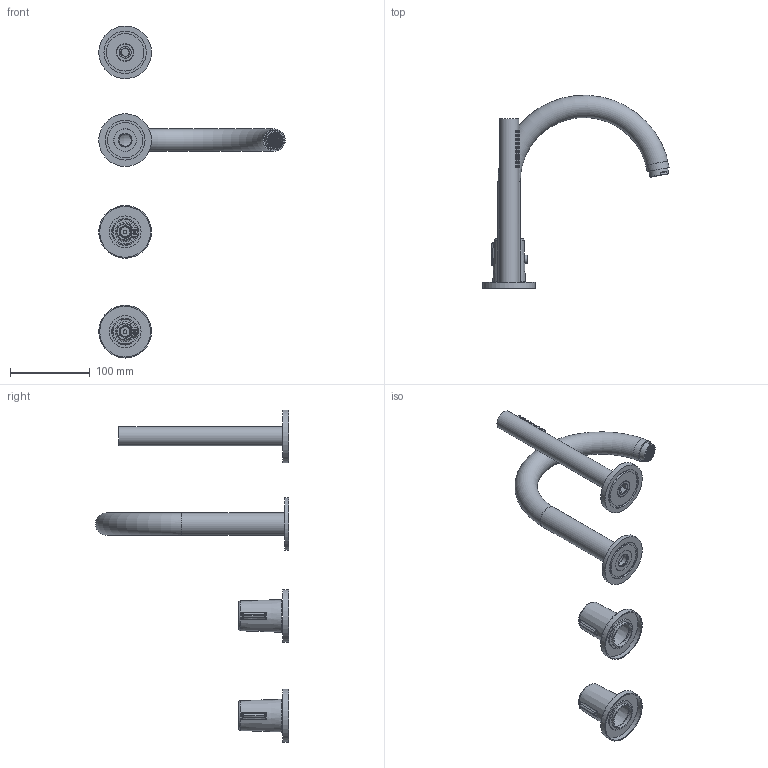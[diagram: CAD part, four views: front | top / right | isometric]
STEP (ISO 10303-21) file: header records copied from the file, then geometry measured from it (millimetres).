
FILE_DESCRIPTION (( 'STEP AP203' ), '1' );
FILE_NAME ('34CP12378.STEP', '2025-11-07T10:14:49', ( '' ), ( '' ), 'SwSTEP 2.0', 'SolidWorks 2021', '' );
FILE_SCHEMA (( 'CONFIG_CONTROL_DESIGN' ));
Length unit declared in the file: millimetre
Products named in the file (1): 34CP12378
Bounding box: 233.58 x 241.9 x 416 mm (x, y, z)
Volume: 211615.8 mm3; surface area: 179232.4 mm2
Topology: 14 solids, 14 shells, 1426 faces, 3748 edges, 2492 vertices
Faces by surface type: plane 1109, cylinder 155, cone 110, bspline 34, torus 14, sphere 4
Full cylindrical faces by diameter (mm): 3.1 x4, 3.3 x2, 4.15 x2, 4.65 x2, 9.8 x1, 10.1 x2, 10.2 x2, 12.5 x2, 15 x1, 15.5 x1, 16 x1, 17.4 x1, 18 x1, 19 x1, 20 x2, 20.8 x1, 21 x2, 21.1 x1, 22.5 x2, 23 x1, 23.85 x1, 24 x2, 24.5 x1, 25.3 x2, 26.4 x1, 28 x1, 28.3 x2, 28.5 x1, 31.2 x2, 33.6 x2
Entity records: 48119 total; most frequent: CARTESIAN_POINT 14233, ORIENTED_EDGE 6874, DIRECTION 6416, EDGE_CURVE 3437, VECTOR 2728, LINE 2728, VERTEX_POINT 2369, EDGE_LOOP 1936
